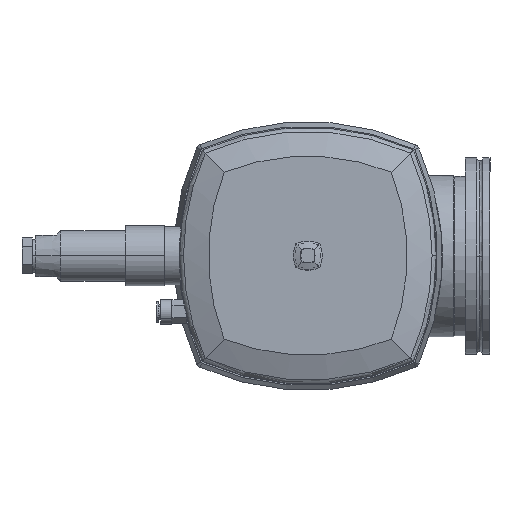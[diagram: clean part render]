
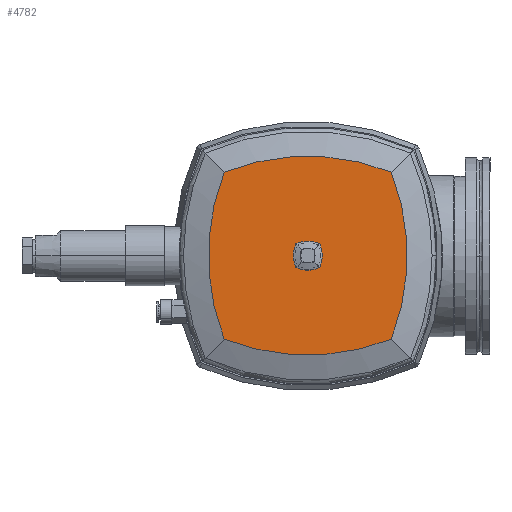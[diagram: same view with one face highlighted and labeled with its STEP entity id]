
A CAD part, top view. The second image highlights one B-rep face of the part: STEP entity #4782.
In plain terms, the highlighted planar face has unit normal (0, 0, 1).
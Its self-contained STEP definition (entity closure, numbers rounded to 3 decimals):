
#4030=CARTESIAN_POINT('',(-5.76,-5.76,250.));
#4031=VERTEX_POINT('',#4030);
#4032=CARTESIAN_POINT('',(-5.76,5.76,250.));
#4033=VERTEX_POINT('',#4032);
#4034=CARTESIAN_POINT('',(7.,0.,250.));
#4035=DIRECTION('',(0.,0.,-1.0));
#4036=DIRECTION('',(-0.911,0.411,0.));
#4037=AXIS2_PLACEMENT_3D('',#4034,#4035,#4036);
#4038=CIRCLE('',#4037,14.);
#4039=EDGE_CURVE('',#4031,#4033,#4038,.T.);
#4072=CARTESIAN_POINT('',(5.76,-5.76,250.));
#4073=VERTEX_POINT('',#4072);
#4074=CARTESIAN_POINT('',(0.,7.,250.));
#4075=DIRECTION('',(0.,0.,-1.));
#4076=DIRECTION('',(-0.411,-0.911,0.));
#4077=AXIS2_PLACEMENT_3D('',#4074,#4075,#4076);
#4078=CIRCLE('',#4077,14.);
#4079=EDGE_CURVE('',#4073,#4031,#4078,.T.);
#4223=CARTESIAN_POINT('',(5.76,5.76,250.));
#4224=VERTEX_POINT('',#4223);
#4225=CARTESIAN_POINT('',(0.,-7.,250.));
#4226=DIRECTION('',(0.,0.,-1.));
#4227=DIRECTION('',(0.411,0.911,0.));
#4228=AXIS2_PLACEMENT_3D('',#4225,#4226,#4227);
#4229=CIRCLE('',#4228,14.0);
#4230=EDGE_CURVE('',#4033,#4224,#4229,.T.);
#4260=CARTESIAN_POINT('',(-7.,0.,250.));
#4261=DIRECTION('',(0.,0.,-1.0));
#4262=DIRECTION('',(0.911,-0.411,0.));
#4263=AXIS2_PLACEMENT_3D('',#4260,#4261,#4262);
#4264=CIRCLE('',#4263,14.);
#4265=EDGE_CURVE('',#4224,#4073,#4264,.T.);
#4665=CARTESIAN_POINT('',(40.337,-40.337,250.));
#4666=VERTEX_POINT('',#4665);
#4674=CARTESIAN_POINT('',(-40.337,-40.337,250.));
#4675=VERTEX_POINT('',#4674);
#4676=CARTESIAN_POINT('',(0.,62.,250.));
#4677=DIRECTION('',(0.,0.,-1.0));
#4678=DIRECTION('',(-0.411,-0.911,0.));
#4679=AXIS2_PLACEMENT_3D('',#4676,#4677,#4678);
#4680=CIRCLE('',#4679,110.);
#4681=EDGE_CURVE('',#4666,#4675,#4680,.T.);
#4699=CARTESIAN_POINT('',(40.337,40.337,250.));
#4700=VERTEX_POINT('',#4699);
#4708=CARTESIAN_POINT('',(-62.,0.,250.));
#4709=DIRECTION('',(0.,0.,-1.0));
#4710=DIRECTION('',(0.911,-0.411,0.));
#4711=AXIS2_PLACEMENT_3D('',#4708,#4709,#4710);
#4712=CIRCLE('',#4711,110.);
#4713=EDGE_CURVE('',#4700,#4666,#4712,.T.);
#4727=CARTESIAN_POINT('',(-40.337,40.337,250.));
#4728=VERTEX_POINT('',#4727);
#4729=CARTESIAN_POINT('',(62.,0.,250.));
#4730=DIRECTION('',(0.,0.,-1.0));
#4731=DIRECTION('',(-0.911,0.411,0.));
#4732=AXIS2_PLACEMENT_3D('',#4729,#4730,#4731);
#4733=CIRCLE('',#4732,110.);
#4734=EDGE_CURVE('',#4675,#4728,#4733,.T.);
#4754=CARTESIAN_POINT('',(0.,-62.,250.));
#4755=DIRECTION('',(0.,0.,-1.0));
#4756=DIRECTION('',(0.411,0.911,0.));
#4757=AXIS2_PLACEMENT_3D('',#4754,#4755,#4756);
#4758=CIRCLE('',#4757,110.);
#4759=EDGE_CURVE('',#4728,#4700,#4758,.T.);
#4765=CARTESIAN_POINT('',(0.,0.,250.));
#4766=DIRECTION('',(0.0,0.0,1.0));
#4767=DIRECTION('',(1.0,0.0,0.0));
#4768=AXIS2_PLACEMENT_3D('',#4765,#4766,#4767);
#4769=PLANE('',#4768);
#4770=ORIENTED_EDGE('',*,*,#4713,.F.);
#4771=ORIENTED_EDGE('',*,*,#4759,.F.);
#4772=ORIENTED_EDGE('',*,*,#4734,.F.);
#4773=ORIENTED_EDGE('',*,*,#4681,.F.);
#4774=EDGE_LOOP('',(#4770,#4771,#4772,#4773));
#4775=FACE_OUTER_BOUND('',#4774,.T.);
#4776=ORIENTED_EDGE('',*,*,#4039,.T.);
#4777=ORIENTED_EDGE('',*,*,#4230,.T.);
#4778=ORIENTED_EDGE('',*,*,#4265,.T.);
#4779=ORIENTED_EDGE('',*,*,#4079,.T.);
#4780=EDGE_LOOP('',(#4776,#4777,#4778,#4779));
#4781=FACE_BOUND('',#4780,.T.);
#4782=ADVANCED_FACE('',(#4775,#4781),#4769,.T.);
